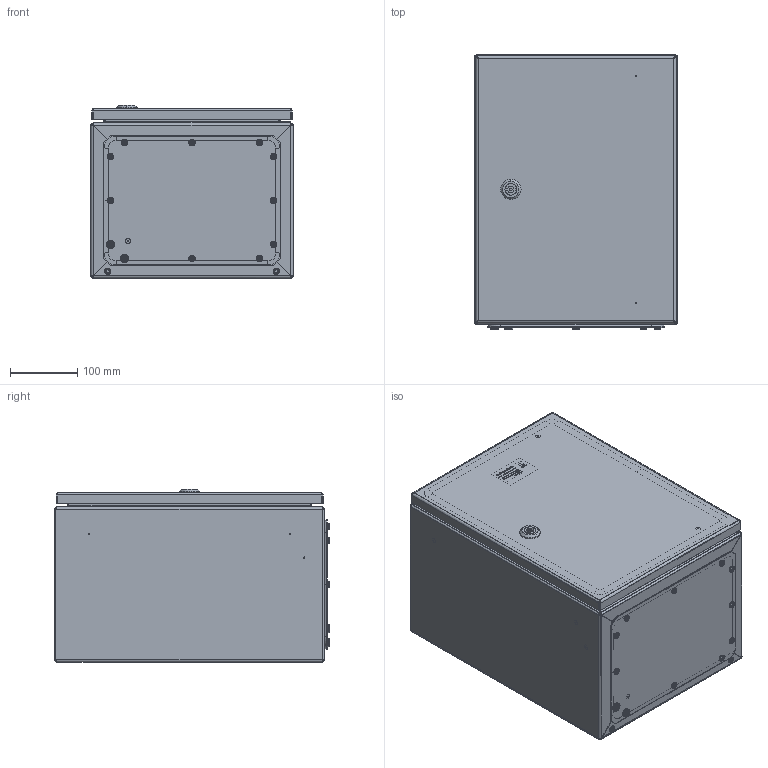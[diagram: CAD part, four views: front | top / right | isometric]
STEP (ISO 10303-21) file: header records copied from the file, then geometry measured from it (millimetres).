
FILE_DESCRIPTION (( 'STEP AP203' ), '1' );
FILE_NAME ('U2590040303 Êîðïóñ UC2M 40.30.25 IP66 (752.000.259).STEP', '2022-04-29T07:35:06', ( '' ), ( '' ), 'SwSTEP 2.0', 'SolidWorks 2017', '' );
FILE_SCHEMA (( 'CONFIG_CONTROL_DESIGN' ));
Length unit declared in the file: millimetre
Products named in the file (37): ч蜱齁罻 ST-9; Óïëîòíèòåëü ÏÏÓ äâåðêè UC2_08 (40.30); 010-323 Ïàíåëü ìîíòàæíàÿ UC2_02 (40.30.25); Øòèôò ïåòëè 4-119 Dirak; 027-185 署赅 UC2_02 (30.25); Ñòîïîðíàÿ âòóëêà ïåòëè 4-119 Dirak; 嵑殧趌11371_5; ч蜱齁罻 ST-6; Øïèëüêà çàçåìëåíèÿ CKF CS_Œ6å16; 蹴濋趌5915_M5; 008-397 Ñòåíêà ïðîôèëüíàÿ UC2_02 (40.30.25); 蹴濋趌5915_M8; 000.113.102 忺謤僔 UC2_02 (40.30.25); 000.210.360 Îñíîâàíèå äâåðêè UC2_00 (40.30); Âòóëêà ïåòëè 4-119 Dirak; 000.241.251 署赅 UC2_02 (30.25); 040-116 Âèíò ñïåöèàëüíûé ST 4,8x9; 嵑殧趌11371_8; Îñíîâàíèå ïåòëè 4-119 Dirak; 012-1792 眈翴錪 鳱歑膱 UC2_00 (40.30); 003-393 Ñòåíêà íèæíÿÿ UC2_01 (00.30); 椻壚樇襝鴀 Mesan 33; 000.207.183 攜歑罻 UC2_00 (40.30); 056-270 椯鴀殣罻 UC2_02 (40.30.25); Ïåòëÿ 4-119 Dirak_00; 嵑殧趌11371_6; Øïèëüêà ðåçüáîâàÿ Ì6_Œ6å12; Óïëîòíèòåëü ÏÏÓ êðûøêè UC2Ì_05 (30.25); 扻豵鵨_п-1; U2590040303 扻豵鵨 UC2M 40.30.25 IP66 (752.000.259); Øàéáà íåéëîí Ø028_Œ6; Øàéáà íåéëîí Ø028_Œ5; 000.241.250 署赅 UC2_02 (30.25); 嵑殧趌6402_8; ﾇ瑟鶴 Mesan 060-1-1-13-33_00; 鎔艜_17473_M6x12; Øïèëüêà ðåçüáîâàÿ Ì6_Œ8å30
Assembly tree (95 placements, depth 4):
  U2590040303 扻豵鵨 UC2M 40.30.25 IP66 (752.000.259)
    000.113.102 忺謤僔 UC2_02 (40.30.25)
      008-397 Ñòåíêà ïðîôèëüíàÿ UC2_02 (40.30.25)
      003-393 Ñòåíêà íèæíÿÿ UC2_01 (00.30)
      Øïèëüêà ðåçüáîâàÿ Ì6_Œ8å30  x4
      Øïèëüêà çàçåìëåíèÿ CKF CS_Œ6å16  x2
      Øïèëüêà ðåçüáîâàÿ Ì6_Œ6å12  x4
    000.207.183 攜歑罻 UC2_00 (40.30)
      000.210.360 Îñíîâàíèå äâåðêè UC2_00 (40.30)
        012-1792 眈翴錪 鳱歑膱 UC2_00 (40.30)
        Âòóëêà ïåòëè 4-119 Dirak  x2
        Øïèëüêà çàçåìëåíèÿ CKF CS_Œ6å16  x2
      Óïëîòíèòåëü ÏÏÓ äâåðêè UC2_08 (40.30)
      ﾇ瑟鶴 Mesan 060-1-1-13-33_00
        扻豵鵨_п-1
        椻壚樇襝鴀 Mesan 33
        嵑殧趌11371_6
        鎔艜_17473_M6x12
    Ïåòëÿ 4-119 Dirak_00  x2
      Âòóëêà ïåòëè 4-119 Dirak
      Øòèôò ïåòëè 4-119 Dirak
      Îñíîâàíèå ïåòëè 4-119 Dirak
      Ñòîïîðíàÿ âòóëêà ïåòëè 4-119 Dirak
    嵑殧趌11371_5  x4
    Øàéáà íåéëîí Ø028_Œ5  x4
    蹴濋趌5915_M5  x4
    ч蜱齁罻 ST-6  x6
    ч蜱齁罻 ST-9  x4
    010-323 Ïàíåëü ìîíòàæíàÿ UC2_02 (40.30.25)
    蹴濋趌5915_M8  x12
    嵑殧趌11371_8  x4
    嵑殧趌6402_8  x4
    000.241.250 署赅 UC2_02 (30.25)
      000.241.251 署赅 UC2_02 (30.25)
        027-185 署赅 UC2_02 (30.25)
        Øïèëüêà çàçåìëåíèÿ CKF CS_Œ6å16
      Óïëîòíèòåëü ÏÏÓ êðûøêè UC2Ì_05 (30.25)
    040-116 Âèíò ñïåöèàëüíûé ST 4,8x9  x12
    Øàéáà íåéëîí Ø028_Œ6  x2
    056-270 椯鴀殣罻 UC2_02 (40.30.25)
Bounding box: 300.6 x 407.22 x 257.25 mm (x, y, z)
Volume: 1239705.3 mm3; surface area: 1561506.7 mm2
Topology: 103 solids, 104 shells, 4430 faces, 10459 edges, 6410 vertices
Faces by surface type: plane 1626, bspline 1129, cylinder 1057, sphere 214, torus 204, cone 200
Entity records: 114788 total; most frequent: CARTESIAN_POINT 55862, ORIENTED_EDGE 12000, DIRECTION 8965, EDGE_CURVE 6000, VERTEX_POINT 3870, LINE 3553, VECTOR 3553, EDGE_LOOP 2750
